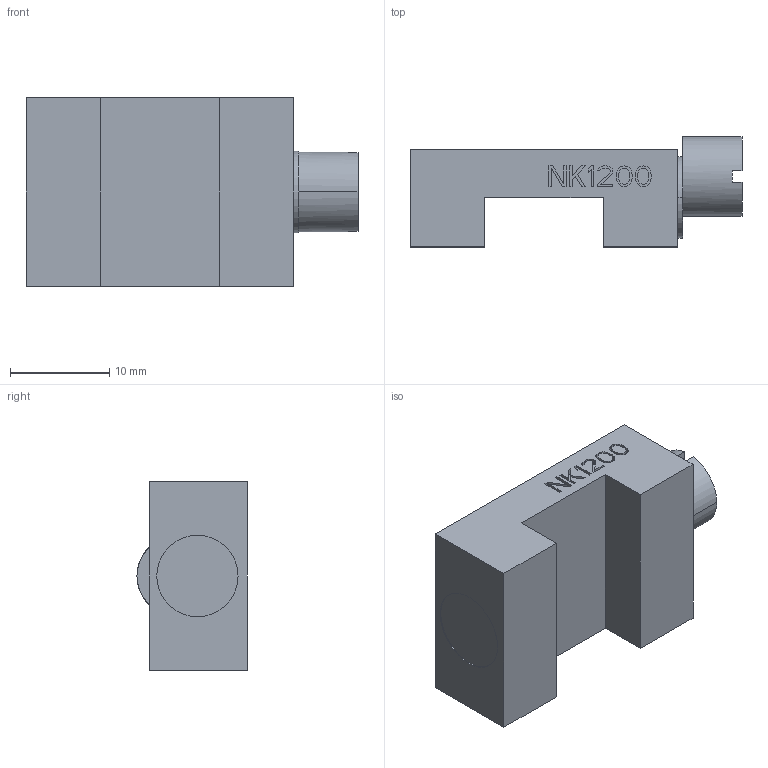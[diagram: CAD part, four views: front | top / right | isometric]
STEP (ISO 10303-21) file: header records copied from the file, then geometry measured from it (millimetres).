
FILE_DESCRIPTION((''),'2;1');
FILE_NAME('NK1200','2024-08-07T22:16:37',('lx'),(''),'CREO PARAMETRIC BY PTC INC, 2018100','CREO PARAMETRIC BY PTC INC, 2018100','');
FILE_SCHEMA(('CONFIG_CONTROL_DESIGN'));
Length unit declared in the file: millimetre
Products named in the file (1): NK1200
Bounding box: 33.5 x 11.1 x 19 mm (x, y, z)
Volume: 4076 mm3; surface area: 2419.4 mm2
Topology: 1 solids, 2 shells, 193 faces, 523 edges, 348 vertices
Faces by surface type: plane 177, cylinder 16
Entity records: 6017 total; most frequent: CARTESIAN_POINT 1064, ORIENTED_EDGE 1046, DIRECTION 949, EDGE_CURVE 523, VECTOR 483, LINE 483, VERTEX_POINT 348, AXIS2_PLACEMENT_3D 233
